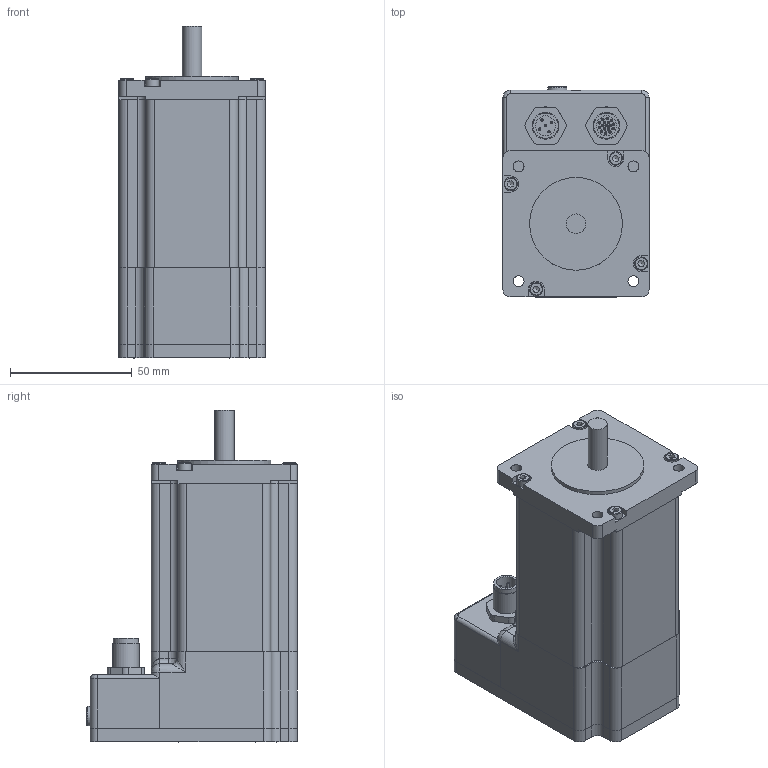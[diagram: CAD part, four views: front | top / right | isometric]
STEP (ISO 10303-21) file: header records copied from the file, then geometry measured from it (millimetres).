
FILE_DESCRIPTION((''),'2;1');
FILE_NAME('PD4-N6018L4204-IP.stp','2012-11-15T11:35:57',('wei_j'),(''),'Autodesk Inventor 2010','Autodesk Inventor 2010','');
FILE_SCHEMA(('AUTOMOTIVE_DESIGN { 1 0 10303 214 1 1 1 1 }'));
Length unit declared in the file: millimetre
Products named in the file (1): PD4-N6018L4204-IP
Bounding box: 60 x 86.5 x 136.3 mm (x, y, z)
Volume: 317892.5 mm3; surface area: 78152.9 mm2
Topology: 20 solids, 20 shells, 825 faces, 2085 edges, 1337 vertices
Faces by surface type: plane 363, cylinder 277, cone 121, torus 37, bspline 19, sphere 8
Full cylindrical faces by diameter (mm): 1 x22, 2 x1, 2.224 x6, 2.5 x14, 2.693 x1, 3 x11, 3.2 x4, 3.4 x1, 4.5 x4, 4.7 x6, 5 x4, 5.5 x5, 6 x1, 6.5 x1, 8 x3, 8.2 x2, 10 x2, 10.4 x2, 10.5 x1, 11 x2, 15.5 x2, 18 x1, 22 x1, 38.1 x1, 38.98 x1
Entity records: 27036 total; most frequent: CARTESIAN_POINT 7242, DIRECTION 3999, ORIENTED_EDGE 3712, EDGE_CURVE 1856, AXIS2_PLACEMENT_3D 1519, VERTEX_POINT 1298, EDGE_LOOP 1088, VECTOR 961
